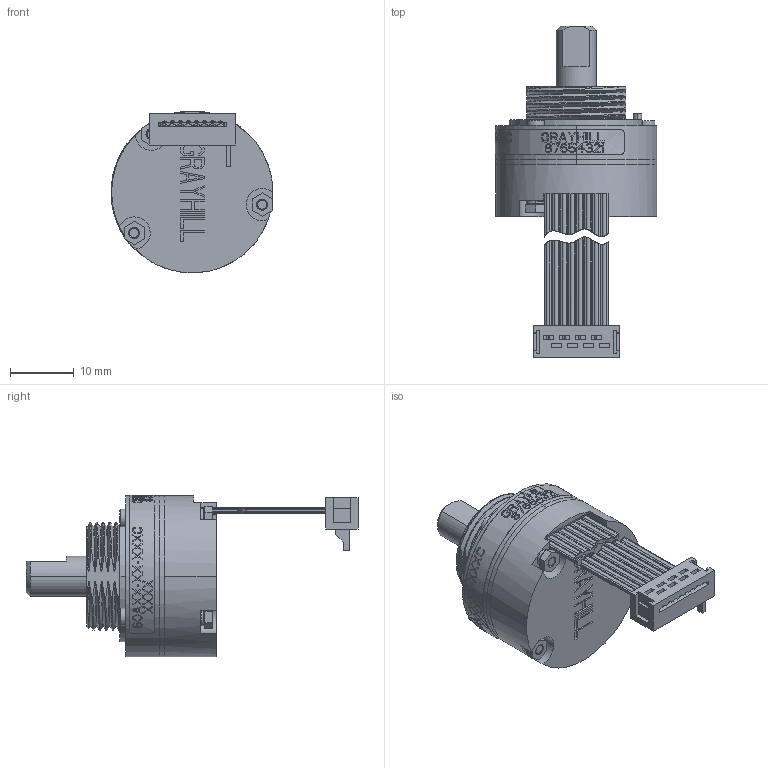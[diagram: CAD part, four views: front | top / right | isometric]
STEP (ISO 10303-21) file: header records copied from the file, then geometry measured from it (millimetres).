
FILE_DESCRIPTION((''),'2;1');
FILE_NAME('60AY-X_SW0002','2015-01-29T',('amercuri'),(''),'PRO/ENGINEER BY PARAMETRIC TECHNOLOGY CORPORATION, 2011490','PRO/ENGINEER BY PARAMETRIC TECHNOLOGY CORPORATION, 2011490','');
FILE_SCHEMA(('CONFIG_CONTROL_DESIGN'));
Length unit declared in the file: inch
Products named in the file (1): 60AY-X_SW0002
Bounding box: 25.49 x 52.27 x 25.49 mm (x, y, z)
Surface area: 4843.6 mm2 (no closed solid volume)
Topology: 0 solids, 69 shells, 577 faces, 3036 edges, 2517 vertices
Faces by surface type: plane 312, cylinder 196, bspline 47, cone 12, torus 4, sphere 4, extrusion 2
Entity records: 43505 total; most frequent: CARTESIAN_POINT 21748, ORIENTED_EDGE 4302, DIRECTION 3718, EDGE_CURVE 3034, VERTEX_POINT 2517, VECTOR 1508, LINE 1506, AXIS2_PLACEMENT_3D 1105
